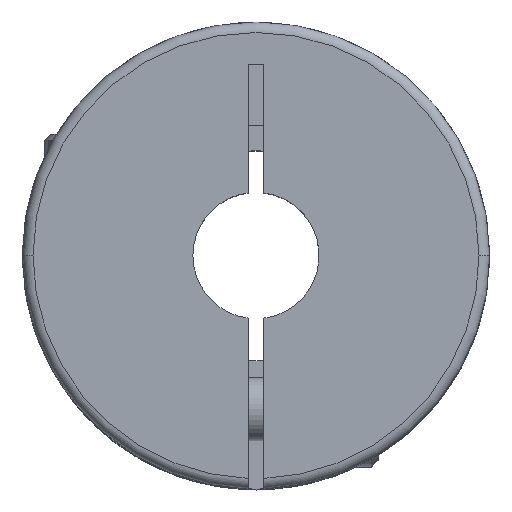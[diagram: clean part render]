
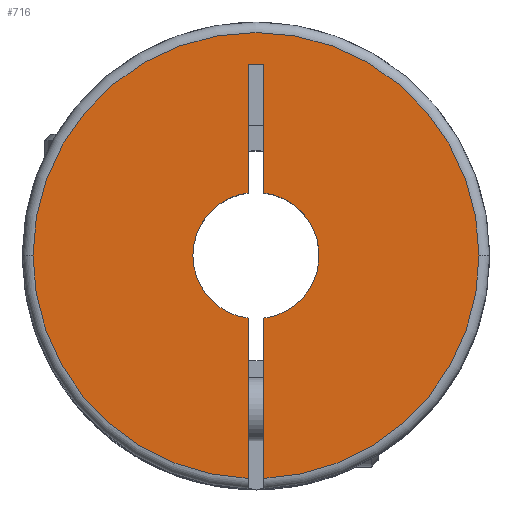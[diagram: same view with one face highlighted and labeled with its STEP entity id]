
A CAD part, top view. The second image highlights one B-rep face of the part: STEP entity #716.
In plain terms, the highlighted planar face has unit normal (0, 0, 1).
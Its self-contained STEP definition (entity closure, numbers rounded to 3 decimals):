
#38 = VECTOR ( 'NONE', #2824, 1000. ) ;
#57 = VERTEX_POINT ( 'NONE', #3265 ) ;
#84 = CARTESIAN_POINT ( 'NONE',  ( 0.375, 2.976, 0. ) ) ;
#172 = DIRECTION ( 'NONE',  ( -1., 0., 0. ) ) ;
#217 = DIRECTION ( 'NONE',  ( 0., -1., 0. ) ) ;
#219 = ORIENTED_EDGE ( 'NONE', *, *, #3857, .F. ) ;
#315 = ORIENTED_EDGE ( 'NONE', *, *, #856, .T. ) ;
#328 = VERTEX_POINT ( 'NONE', #3217 ) ;
#332 = VECTOR ( 'NONE', #1708, 1000. ) ;
#433 = VERTEX_POINT ( 'NONE', #84 ) ;
#500 = ORIENTED_EDGE ( 'NONE', *, *, #2908, .T. ) ;
#649 = CARTESIAN_POINT ( 'NONE',  ( 0., 0., 0. ) ) ;
#687 = DIRECTION ( 'NONE',  ( 0., -1., 0. ) ) ;
#705 = LINE ( 'NONE', #1430, #332 ) ;
#716 = ADVANCED_FACE ( 'NONE', ( #3590 ), #1193, .F. ) ;
#769 = CIRCLE ( 'NONE', #3485, 10.6 ) ;
#856 = EDGE_CURVE ( 'NONE', #1709, #1205, #4161, .T. ) ;
#876 = AXIS2_PLACEMENT_3D ( 'NONE', #954, #1689, #1987 ) ;
#882 = CARTESIAN_POINT ( 'NONE',  ( -10.6, 0., 0. ) ) ;
#896 = ORIENTED_EDGE ( 'NONE', *, *, #4297, .F. ) ;
#898 = CARTESIAN_POINT ( 'NONE',  ( 0.375, 9.1, 0. ) ) ;
#940 = AXIS2_PLACEMENT_3D ( 'NONE', #2610, #1577, #217 ) ;
#954 = CARTESIAN_POINT ( 'NONE',  ( 0., 0., 0. ) ) ;
#1001 = EDGE_CURVE ( 'NONE', #1205, #1872, #1805, .T. ) ;
#1141 = AXIS2_PLACEMENT_3D ( 'NONE', #4185, #3196, #1404 ) ;
#1193 = PLANE ( 'NONE',  #940 ) ;
#1205 = VERTEX_POINT ( 'NONE', #2888 ) ;
#1235 = VERTEX_POINT ( 'NONE', #898 ) ;
#1283 = CARTESIAN_POINT ( 'NONE',  ( 0.375, -11.1, 0. ) ) ;
#1306 = DIRECTION ( 'NONE',  ( -1., 0., 0. ) ) ;
#1334 = CIRCLE ( 'NONE', #4201, 10.6 ) ;
#1351 = DIRECTION ( 'NONE',  ( 0., 0., -1. ) ) ;
#1404 = DIRECTION ( 'NONE',  ( -1., 0., 0. ) ) ;
#1430 = CARTESIAN_POINT ( 'NONE',  ( -0.375, 9.1, 0. ) ) ;
#1458 = EDGE_CURVE ( 'NONE', #3000, #3810, #1940, .T. ) ;
#1473 = AXIS2_PLACEMENT_3D ( 'NONE', #2056, #1351, #3518 ) ;
#1535 = EDGE_CURVE ( 'NONE', #433, #1235, #1563, .T. ) ;
#1563 = LINE ( 'NONE', #3550, #2018 ) ;
#1577 = DIRECTION ( 'NONE',  ( 0., 0., -1. ) ) ;
#1636 = EDGE_LOOP ( 'NONE', ( #4127, #896, #315, #3097, #2738, #4419, #3664, #500, #219, #3006, #4315 ) ) ;
#1677 = CARTESIAN_POINT ( 'NONE',  ( 0., 0., 0. ) ) ;
#1688 = VERTEX_POINT ( 'NONE', #2669 ) ;
#1689 = DIRECTION ( 'NONE',  ( 0., 0., -1. ) ) ;
#1690 = CARTESIAN_POINT ( 'NONE',  ( -0.375, 9.1, 0. ) ) ;
#1708 = DIRECTION ( 'NONE',  ( 0., -1., 0. ) ) ;
#1709 = VERTEX_POINT ( 'NONE', #1971 ) ;
#1805 = CIRCLE ( 'NONE', #876, 3. ) ;
#1872 = VERTEX_POINT ( 'NONE', #2772 ) ;
#1940 = CIRCLE ( 'NONE', #1141, 10.6 ) ;
#1971 = CARTESIAN_POINT ( 'NONE',  ( -0.375, -2.976, 0. ) ) ;
#1987 = DIRECTION ( 'NONE',  ( -1., 0., 0. ) ) ;
#2017 = DIRECTION ( 'NONE',  ( 0., 0., -1. ) ) ;
#2018 = VECTOR ( 'NONE', #2641, 1000. ) ;
#2032 = LINE ( 'NONE', #1690, #3865 ) ;
#2056 = CARTESIAN_POINT ( 'NONE',  ( 0., 0., 0. ) ) ;
#2192 = EDGE_CURVE ( 'NONE', #1235, #57, #3996, .T. ) ;
#2257 = EDGE_CURVE ( 'NONE', #57, #1872, #2032, .T. ) ;
#2522 = DIRECTION ( 'NONE',  ( 0., 0., -1. ) ) ;
#2610 = CARTESIAN_POINT ( 'NONE',  ( 0., 0., 0. ) ) ;
#2641 = DIRECTION ( 'NONE',  ( 0., 1., 0. ) ) ;
#2662 = AXIS2_PLACEMENT_3D ( 'NONE', #3611, #2522, #172 ) ;
#2669 = CARTESIAN_POINT ( 'NONE',  ( -0.375, -10.593, 0. ) ) ;
#2738 = ORIENTED_EDGE ( 'NONE', *, *, #2257, .F. ) ;
#2772 = CARTESIAN_POINT ( 'NONE',  ( -0.375, 2.976, 0. ) ) ;
#2824 = DIRECTION ( 'NONE',  ( 0., 1., 0. ) ) ;
#2888 = CARTESIAN_POINT ( 'NONE',  ( -3., 0., 0. ) ) ;
#2908 = EDGE_CURVE ( 'NONE', #433, #328, #4269, .T. ) ;
#2983 = VERTEX_POINT ( 'NONE', #882 ) ;
#3000 = VERTEX_POINT ( 'NONE', #4283 ) ;
#3006 = ORIENTED_EDGE ( 'NONE', *, *, #1458, .F. ) ;
#3038 = DIRECTION ( 'NONE',  ( 0., 0., -1. ) ) ;
#3097 = ORIENTED_EDGE ( 'NONE', *, *, #1001, .T. ) ;
#3151 = VECTOR ( 'NONE', #1306, 1000. ) ;
#3196 = DIRECTION ( 'NONE',  ( 0., 0., -1. ) ) ;
#3217 = CARTESIAN_POINT ( 'NONE',  ( 0.375, -2.976, 0. ) ) ;
#3265 = CARTESIAN_POINT ( 'NONE',  ( -0.375, 9.1, 0. ) ) ;
#3376 = DIRECTION ( 'NONE',  ( -1., 0., 0. ) ) ;
#3485 = AXIS2_PLACEMENT_3D ( 'NONE', #1677, #3038, #4072 ) ;
#3518 = DIRECTION ( 'NONE',  ( -1., 0., 0. ) ) ;
#3528 = EDGE_CURVE ( 'NONE', #1688, #2983, #1334, .T. ) ;
#3550 = CARTESIAN_POINT ( 'NONE',  ( 0.375, -11.1, 0. ) ) ;
#3552 = EDGE_CURVE ( 'NONE', #2983, #3000, #769, .T. ) ;
#3590 = FACE_OUTER_BOUND ( 'NONE', #1636, .T. ) ;
#3611 = CARTESIAN_POINT ( 'NONE',  ( 0., 0., 0. ) ) ;
#3664 = ORIENTED_EDGE ( 'NONE', *, *, #1535, .F. ) ;
#3704 = CARTESIAN_POINT ( 'NONE',  ( 0.375, 9.1, 0. ) ) ;
#3729 = CARTESIAN_POINT ( 'NONE',  ( 0.375, -10.593, 0. ) ) ;
#3810 = VERTEX_POINT ( 'NONE', #3729 ) ;
#3857 = EDGE_CURVE ( 'NONE', #3810, #328, #4354, .T. ) ;
#3865 = VECTOR ( 'NONE', #687, 1000. ) ;
#3996 = LINE ( 'NONE', #3704, #3151 ) ;
#4072 = DIRECTION ( 'NONE',  ( -1., 0., 0. ) ) ;
#4127 = ORIENTED_EDGE ( 'NONE', *, *, #3528, .F. ) ;
#4161 = CIRCLE ( 'NONE', #2662, 3. ) ;
#4185 = CARTESIAN_POINT ( 'NONE',  ( 0., 0., 0. ) ) ;
#4201 = AXIS2_PLACEMENT_3D ( 'NONE', #649, #2017, #3376 ) ;
#4269 = CIRCLE ( 'NONE', #1473, 3. ) ;
#4283 = CARTESIAN_POINT ( 'NONE',  ( 10.6, 0., 0. ) ) ;
#4297 = EDGE_CURVE ( 'NONE', #1709, #1688, #705, .T. ) ;
#4315 = ORIENTED_EDGE ( 'NONE', *, *, #3552, .F. ) ;
#4354 = LINE ( 'NONE', #1283, #38 ) ;
#4419 = ORIENTED_EDGE ( 'NONE', *, *, #2192, .F. ) ;
